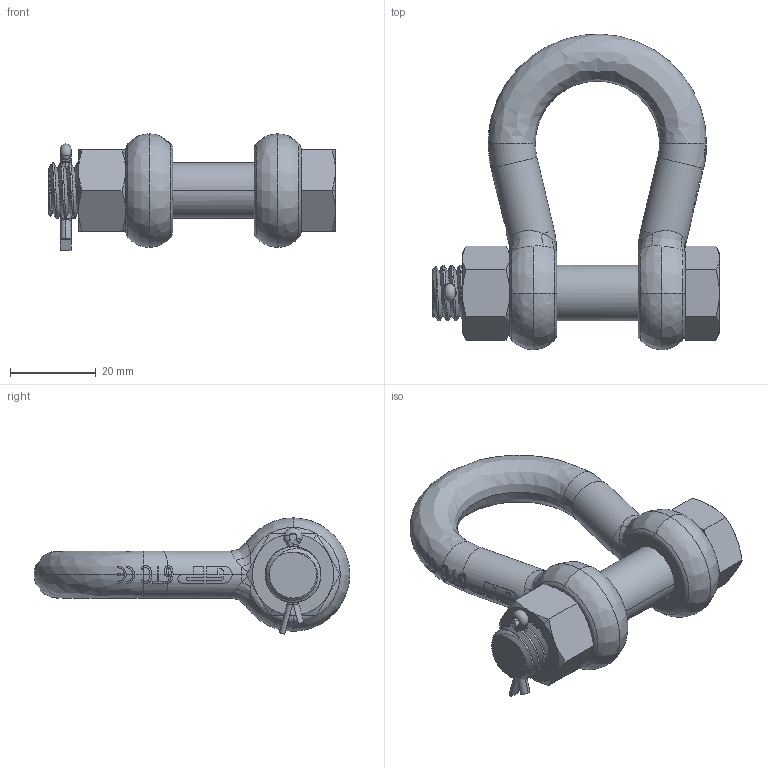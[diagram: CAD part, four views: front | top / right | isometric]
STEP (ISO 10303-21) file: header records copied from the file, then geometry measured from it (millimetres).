
FILE_DESCRIPTION(('STEP AP214'),'1');
FILE_NAME('gpghmb11.stp','2017-03-31T06:07:01',('TraceParts'),('TraceParts S.A.'),'Spatial InterOp 3D',' ',' ');
FILE_SCHEMA(('automotive_design'));
Length unit declared in the file: millimetre
Products named in the file (4): gpghmb11_1; gpghmb11_2; gpghmb11_3; gpghmb11_4
Bounding box: 67 x 73.74 x 27.16 mm (x, y, z)
Volume: 30039.7 mm3; surface area: 13553.2 mm2
Topology: 4 solids, 4 shells, 420 faces, 1147 edges, 719 vertices
Faces by surface type: bspline 166, plane 123, cylinder 99, cone 27, torus 5
Entity records: 23998 total; most frequent: CARTESIAN_POINT 15027, ORIENTED_EDGE 2262, DIRECTION 1310, EDGE_CURVE 1131, VERTEX_POINT 719, AXIS2_PLACEMENT_3D 485, B_SPLINE_CURVE_WITH_KNOTS 472, EDGE_LOOP 428
